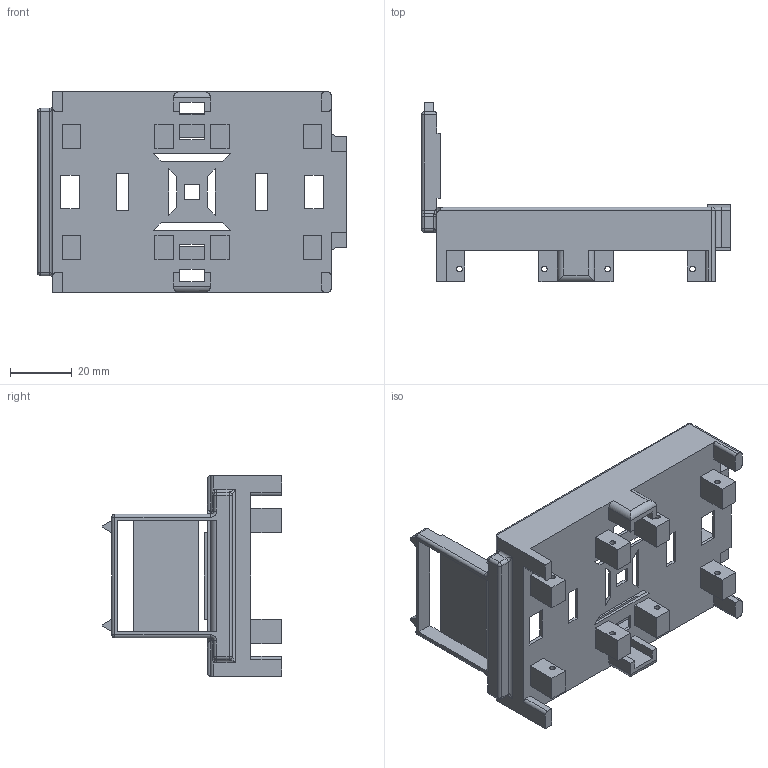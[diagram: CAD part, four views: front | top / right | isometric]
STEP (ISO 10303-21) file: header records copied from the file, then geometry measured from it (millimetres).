
FILE_DESCRIPTION (( 'STEP AP203' ), '1' );
FILE_NAME ('桌面宠物模型长度缩小至100.STEP', '2025-02-12T13:40:43', ( '' ), ( '' ), 'SwSTEP 2.0', 'SolidWorks 2024', '' );
FILE_SCHEMA (( 'CONFIG_CONTROL_DESIGN' ));
Length unit declared in the file: millimetre
Products named in the file (1): 桌面宠物模型长度缩小至100
Bounding box: 100 x 58 x 65 mm (x, y, z)
Volume: 29496.8 mm3; surface area: 31473.6 mm2
Topology: 1 solids, 1 shells, 332 faces, 949 edges, 598 vertices
Faces by surface type: plane 221, cylinder 83, torus 12, sphere 10, bspline 6
Entity records: 11001 total; most frequent: CARTESIAN_POINT 2185, ORIENTED_EDGE 1874, DIRECTION 1725, EDGE_CURVE 937, LINE 751, VECTOR 751, VERTEX_POINT 598, AXIS2_PLACEMENT_3D 487
